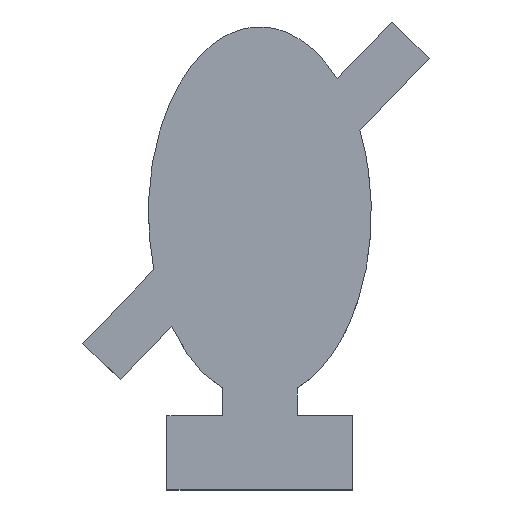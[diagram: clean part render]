
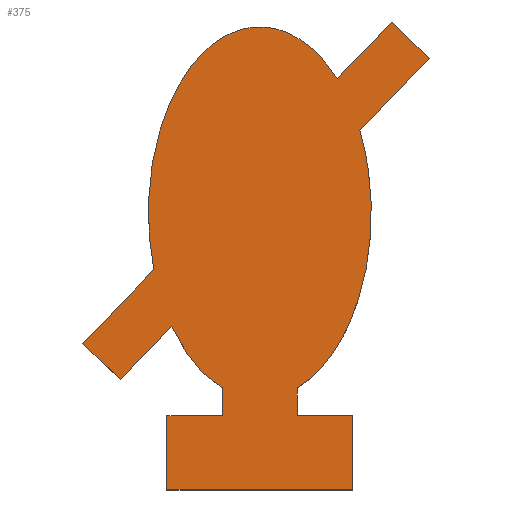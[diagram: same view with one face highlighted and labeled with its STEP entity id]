
A CAD part, top view. The second image highlights one B-rep face of the part: STEP entity #375.
In plain terms, the highlighted planar face has unit normal (0, 0, 1).
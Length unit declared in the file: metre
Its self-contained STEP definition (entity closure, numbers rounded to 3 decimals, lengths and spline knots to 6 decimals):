
#23=LINE('',#583,#65);
#26=LINE('',#589,#68);
#29=LINE('',#595,#71);
#32=LINE('',#611,#74);
#34=LINE('',#615,#76);
#36=LINE('',#619,#78);
#38=LINE('',#623,#80);
#40=LINE('',#627,#82);
#42=LINE('',#631,#84);
#44=LINE('',#635,#86);
#48=LINE('',#656,#90);
#51=LINE('',#662,#93);
#53=LINE('',#665,#95);
#65=VECTOR('',#445,1.);
#68=VECTOR('',#450,1.);
#71=VECTOR('',#455,1.);
#74=VECTOR('',#464,1.);
#76=VECTOR('',#468,1.);
#78=VECTOR('',#472,1.);
#80=VECTOR('',#476,1.);
#82=VECTOR('',#480,1.);
#84=VECTOR('',#484,1.);
#86=VECTOR('',#488,1.);
#90=VECTOR('',#498,1.);
#93=VECTOR('',#503,1.);
#95=VECTOR('',#507,1.);
#111=PLANE('',#414);
#189=ORIENTED_EDGE('',*,*,#227,.T.);
#190=ORIENTED_EDGE('',*,*,#231,.F.);
#191=ORIENTED_EDGE('',*,*,#234,.T.);
#192=ORIENTED_EDGE('',*,*,#237,.T.);
#193=ORIENTED_EDGE('',*,*,#240,.T.);
#194=ORIENTED_EDGE('',*,*,#242,.T.);
#195=ORIENTED_EDGE('',*,*,#244,.F.);
#196=ORIENTED_EDGE('',*,*,#246,.T.);
#197=ORIENTED_EDGE('',*,*,#248,.T.);
#198=ORIENTED_EDGE('',*,*,#250,.F.);
#199=ORIENTED_EDGE('',*,*,#252,.F.);
#200=ORIENTED_EDGE('',*,*,#254,.F.);
#201=ORIENTED_EDGE('',*,*,#257,.T.);
#202=ORIENTED_EDGE('',*,*,#260,.T.);
#203=ORIENTED_EDGE('',*,*,#263,.F.);
#204=ORIENTED_EDGE('',*,*,#265,.F.);
#227=EDGE_CURVE('',#278,#277,#303,.T.);
#231=EDGE_CURVE('',#280,#277,#23,.T.);
#234=EDGE_CURVE('',#280,#282,#26,.T.);
#237=EDGE_CURVE('',#282,#284,#29,.T.);
#240=EDGE_CURVE('',#284,#285,#305,.T.);
#242=EDGE_CURVE('',#285,#286,#32,.T.);
#244=EDGE_CURVE('',#287,#286,#34,.T.);
#246=EDGE_CURVE('',#287,#288,#36,.T.);
#248=EDGE_CURVE('',#288,#289,#38,.T.);
#250=EDGE_CURVE('',#290,#289,#40,.T.);
#252=EDGE_CURVE('',#291,#290,#42,.T.);
#254=EDGE_CURVE('',#292,#291,#44,.T.);
#257=EDGE_CURVE('',#292,#294,#307,.T.);
#260=EDGE_CURVE('',#294,#296,#48,.T.);
#263=EDGE_CURVE('',#298,#296,#51,.T.);
#265=EDGE_CURVE('',#278,#298,#53,.T.);
#277=VERTEX_POINT('',#574);
#278=VERTEX_POINT('',#576);
#280=VERTEX_POINT('',#582);
#282=VERTEX_POINT('',#588);
#284=VERTEX_POINT('',#594);
#285=VERTEX_POINT('',#606);
#286=VERTEX_POINT('',#610);
#287=VERTEX_POINT('',#614);
#288=VERTEX_POINT('',#618);
#289=VERTEX_POINT('',#622);
#290=VERTEX_POINT('',#626);
#291=VERTEX_POINT('',#630);
#292=VERTEX_POINT('',#634);
#294=VERTEX_POINT('',#649);
#296=VERTEX_POINT('',#655);
#298=VERTEX_POINT('',#661);
#303=ELLIPSE('',#396,0.005,0.003);
#305=ELLIPSE('',#401,0.005,0.003);
#307=ELLIPSE('',#410,0.005,0.003);
#328=EDGE_LOOP('',(#189,#190,#191,#192,#193,#194,#195,#196,#197,#198,#199,
#200,#201,#202,#203,#204));
#350=FACE_BOUND('',#328,.T.);
#375=ADVANCED_FACE('',(#350),#111,.T.);
#396=AXIS2_PLACEMENT_3D('',#575,#438,#439);
#401=AXIS2_PLACEMENT_3D('',#607,#459,#460);
#410=AXIS2_PLACEMENT_3D('',#650,#492,#493);
#414=AXIS2_PLACEMENT_3D('',#666,#508,#509);
#438=DIRECTION('',(0.,0.,1.));
#439=DIRECTION('',(0.,1.,0.));
#445=DIRECTION('',(0.693,0.721,0.));
#450=DIRECTION('',(0.721,-0.693,0.));
#455=DIRECTION('',(0.693,0.721,0.));
#459=DIRECTION('',(0.,0.,1.));
#460=DIRECTION('',(0.,1.,0.));
#464=DIRECTION('',(0.,-1.,0.));
#468=DIRECTION('',(1.,0.,0.));
#472=DIRECTION('',(0.,-1.,0.));
#476=DIRECTION('',(1.,0.,0.));
#480=DIRECTION('',(0.,-1.,0.));
#484=DIRECTION('',(1.,0.,0.));
#488=DIRECTION('',(0.,-1.,0.));
#492=DIRECTION('',(0.,0.,1.));
#493=DIRECTION('',(0.,1.,0.));
#498=DIRECTION('',(0.693,0.721,0.));
#503=DIRECTION('',(0.721,-0.693,0.));
#507=DIRECTION('',(0.693,0.721,0.));
#508=DIRECTION('',(0.,0.,1.));
#509=DIRECTION('',(1.,0.,0.));
#574=CARTESIAN_POINT('',(-0.042058,0.034787,0.0024));
#575=CARTESIAN_POINT('',(-0.039203,0.036324,0.0024));
#576=CARTESIAN_POINT('',(-0.037124,0.039927,0.0024));
#582=CARTESIAN_POINT('',(-0.043967,0.032799,0.0024));
#583=CARTESIAN_POINT('',(-0.043013,0.033793,0.0024));
#588=CARTESIAN_POINT('',(-0.042957,0.031829,0.0024));
#589=CARTESIAN_POINT('',(-0.043462,0.032314,0.0024));
#594=CARTESIAN_POINT('',(-0.041577,0.033267,0.0024));
#595=CARTESIAN_POINT('',(-0.042267,0.032548,0.0024));
#606=CARTESIAN_POINT('',(-0.040203,0.03161,0.0024));
#607=CARTESIAN_POINT('',(-0.039203,0.036324,0.0024));
#610=CARTESIAN_POINT('',(-0.040203,0.030864,0.0024));
#611=CARTESIAN_POINT('',(-0.040203,0.031237,0.0024));
#614=CARTESIAN_POINT('',(-0.041703,0.030864,0.0024));
#615=CARTESIAN_POINT('',(-0.040953,0.030864,0.0024));
#618=CARTESIAN_POINT('',(-0.041703,0.028864,0.0024));
#619=CARTESIAN_POINT('',(-0.041703,0.029864,0.0024));
#622=CARTESIAN_POINT('',(-0.036703,0.028864,0.0024));
#623=CARTESIAN_POINT('',(-0.039203,0.028864,0.0024));
#626=CARTESIAN_POINT('',(-0.036703,0.030864,0.0024));
#627=CARTESIAN_POINT('',(-0.036703,0.029864,0.0024));
#630=CARTESIAN_POINT('',(-0.038203,0.030864,0.0024));
#631=CARTESIAN_POINT('',(-0.037453,0.030864,0.0024));
#634=CARTESIAN_POINT('',(-0.038203,0.03161,0.0024));
#635=CARTESIAN_POINT('',(-0.038203,0.031237,0.0024));
#649=CARTESIAN_POINT('',(-0.036514,0.03854,0.0024));
#650=CARTESIAN_POINT('',(-0.039203,0.036324,0.0024));
#655=CARTESIAN_POINT('',(-0.034647,0.040486,0.0024));
#656=CARTESIAN_POINT('',(-0.03558,0.039513,0.0024));
#661=CARTESIAN_POINT('',(-0.035656,0.041455,0.0024));
#662=CARTESIAN_POINT('',(-0.035152,0.04097,0.0024));
#665=CARTESIAN_POINT('',(-0.03639,0.040691,0.0024));
#666=CARTESIAN_POINT('',(-0.039307,0.035159,0.0024));
